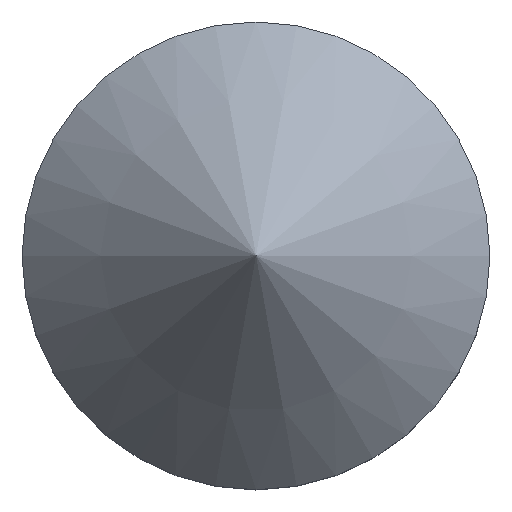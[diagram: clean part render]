
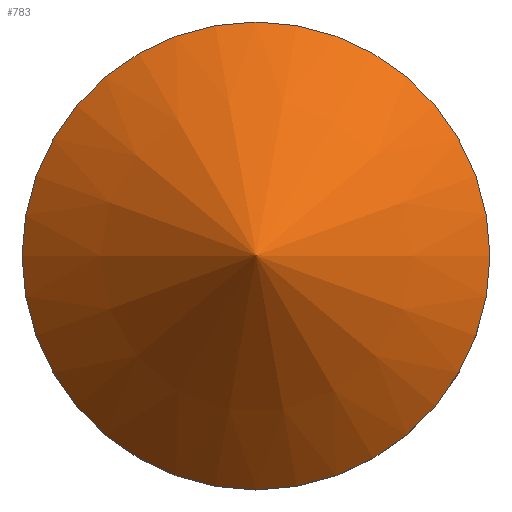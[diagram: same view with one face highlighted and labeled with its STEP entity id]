
A CAD part, top view. The second image highlights one B-rep face of the part: STEP entity #783.
In plain terms, the highlighted conical face has half-angle 45 degrees and reference radius 0.9 mm.
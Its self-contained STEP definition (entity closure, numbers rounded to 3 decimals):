
#699 = EDGE_CURVE('',#700,#700,#702,.T.);
#700 = VERTEX_POINT('',#701);
#701 = CARTESIAN_POINT('',(0.6,0.,15.95));
#702 = SURFACE_CURVE('',#703,(#708,#720),.PCURVE_S1.);
#703 = CIRCLE('',#704,0.6);
#704 = AXIS2_PLACEMENT_3D('',#705,#706,#707);
#705 = CARTESIAN_POINT('',(0.,0.,15.95));
#706 = DIRECTION('',(-0.,0.,1.));
#707 = DIRECTION('',(0.,-1.,0.));
#708 = PCURVE('',#709,#714);
#709 = CYLINDRICAL_SURFACE('',#710,0.6);
#710 = AXIS2_PLACEMENT_3D('',#711,#712,#713);
#711 = CARTESIAN_POINT('',(0.,0.,15.65));
#712 = DIRECTION('',(0.,0.,1.));
#713 = DIRECTION('',(1.,0.,0.));
#714 = DEFINITIONAL_REPRESENTATION('',(#715),#719);
#715 = LINE('',#716,#717);
#716 = CARTESIAN_POINT('',(-1.571,0.3));
#717 = VECTOR('',#718,1.);
#718 = DIRECTION('',(1.,0.));
#719 = ( GEOMETRIC_REPRESENTATION_CONTEXT(2) 
PARAMETRIC_REPRESENTATION_CONTEXT() REPRESENTATION_CONTEXT('2D SPACE',''
  ) );
#720 = PCURVE('',#721,#726);
#721 = CONICAL_SURFACE('',#722,0.9,0.785);
#722 = AXIS2_PLACEMENT_3D('',#723,#724,#725);
#723 = CARTESIAN_POINT('',(0.,0.,15.65));
#724 = DIRECTION('',(-0.,-0.,-1.));
#725 = DIRECTION('',(1.,0.,0.));
#726 = DEFINITIONAL_REPRESENTATION('',(#727),#731);
#727 = LINE('',#728,#729);
#728 = CARTESIAN_POINT('',(1.571,-0.3));
#729 = VECTOR('',#730,1.);
#730 = DIRECTION('',(-1.,-0.));
#731 = ( GEOMETRIC_REPRESENTATION_CONTEXT(2) 
PARAMETRIC_REPRESENTATION_CONTEXT() REPRESENTATION_CONTEXT('2D SPACE',''
  ) );
#783 = ADVANCED_FACE('',(#784),#721,.T.);
#784 = FACE_BOUND('',#785,.T.);
#785 = EDGE_LOOP('',(#786,#809,#810));
#786 = ORIENTED_EDGE('',*,*,#787,.T.);
#787 = EDGE_CURVE('',#700,#788,#790,.T.);
#788 = VERTEX_POINT('',#789);
#789 = CARTESIAN_POINT('',(0.,0.,16.55));
#790 = SEAM_CURVE('',#791,(#795,#802),.PCURVE_S1.);
#791 = LINE('',#792,#793);
#792 = CARTESIAN_POINT('',(0.9,0.,15.65));
#793 = VECTOR('',#794,1.);
#794 = DIRECTION('',(-0.707,0.,0.707)
  );
#795 = PCURVE('',#721,#796);
#796 = DEFINITIONAL_REPRESENTATION('',(#797),#801);
#797 = LINE('',#798,#799);
#798 = CARTESIAN_POINT('',(-6.283,0.));
#799 = VECTOR('',#800,1.);
#800 = DIRECTION('',(-0.,-1.));
#801 = ( GEOMETRIC_REPRESENTATION_CONTEXT(2) 
PARAMETRIC_REPRESENTATION_CONTEXT() REPRESENTATION_CONTEXT('2D SPACE',''
  ) );
#802 = PCURVE('',#721,#803);
#803 = DEFINITIONAL_REPRESENTATION('',(#804),#808);
#804 = LINE('',#805,#806);
#805 = CARTESIAN_POINT('',(0.,-0.));
#806 = VECTOR('',#807,1.);
#807 = DIRECTION('',(-0.,-1.));
#808 = ( GEOMETRIC_REPRESENTATION_CONTEXT(2) 
PARAMETRIC_REPRESENTATION_CONTEXT() REPRESENTATION_CONTEXT('2D SPACE',''
  ) );
#809 = ORIENTED_EDGE('',*,*,#787,.F.);
#810 = ORIENTED_EDGE('',*,*,#699,.T.);
